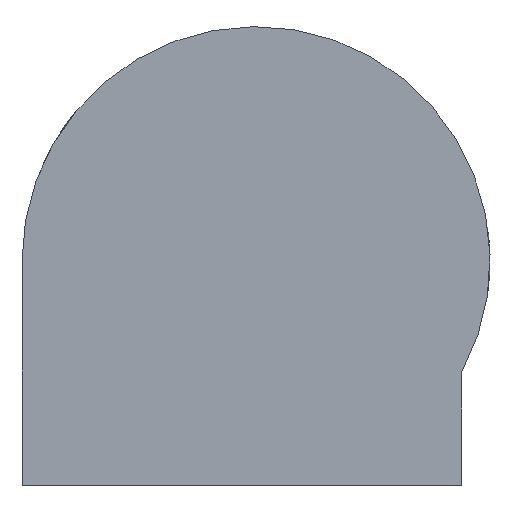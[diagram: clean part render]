
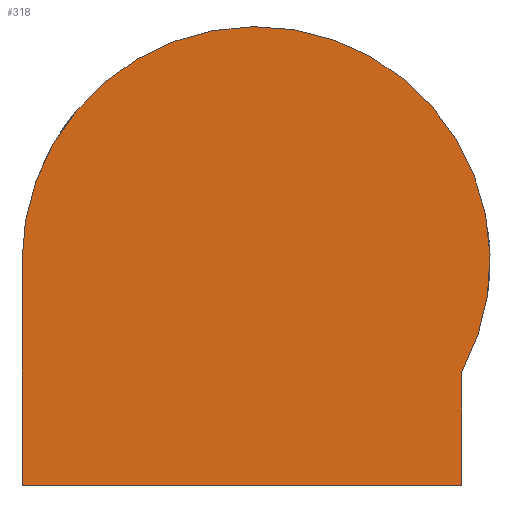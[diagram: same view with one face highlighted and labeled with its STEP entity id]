
A CAD part, front view. The second image highlights one B-rep face of the part: STEP entity #318.
In plain terms, the highlighted planar face has unit normal (0, -1, 0).
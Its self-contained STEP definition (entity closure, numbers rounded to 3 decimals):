
#44 = LINE ( 'NONE', #1276, #1226 ) ;
#107 = EDGE_CURVE ( 'NONE', #558, #1049, #277, .T. ) ;
#133 = ORIENTED_EDGE ( 'NONE', *, *, #107, .F. ) ;
#134 = DIRECTION ( 'NONE',  ( 0., 0., -1. ) ) ;
#173 = AXIS2_PLACEMENT_3D ( 'NONE', #677, #375, #1092 ) ;
#191 = LINE ( 'NONE', #1012, #400 ) ;
#221 = CARTESIAN_POINT ( 'NONE',  ( 0., 0., 0. ) ) ;
#273 = CARTESIAN_POINT ( 'NONE',  ( -125., 0., -120. ) ) ;
#277 = LINE ( 'NONE', #1133, #1275 ) ;
#289 = ORIENTED_EDGE ( 'NONE', *, *, #980, .F. ) ;
#318 = ADVANCED_FACE ( 'NONE', ( #1148 ), #638, .F. ) ;
#341 = EDGE_LOOP ( 'NONE', ( #702, #133, #289, #715 ) ) ;
#368 = VERTEX_POINT ( 'NONE', #632 ) ;
#375 = DIRECTION ( 'NONE',  ( 0., 1., 0. ) ) ;
#400 = VECTOR ( 'NONE', #478, 1000. ) ;
#478 = DIRECTION ( 'NONE',  ( 0., 0., 1. ) ) ;
#495 = CARTESIAN_POINT ( 'NONE',  ( 110., 0., -120. ) ) ;
#503 = EDGE_CURVE ( 'NONE', #1049, #368, #191, .T. ) ;
#539 = VERTEX_POINT ( 'NONE', #1125 ) ;
#558 = VERTEX_POINT ( 'NONE', #495 ) ;
#604 = DIRECTION ( 'NONE',  ( -1., 0., 0. ) ) ;
#627 = DIRECTION ( 'NONE',  ( 0., 0., 1. ) ) ;
#632 = CARTESIAN_POINT ( 'NONE',  ( -125., 0., 0. ) ) ;
#638 = PLANE ( 'NONE',  #916 ) ;
#677 = CARTESIAN_POINT ( 'NONE',  ( 0., 0., 0. ) ) ;
#702 = ORIENTED_EDGE ( 'NONE', *, *, #503, .F. ) ;
#715 = ORIENTED_EDGE ( 'NONE', *, *, #771, .F. ) ;
#743 = DIRECTION ( 'NONE',  ( 0., 1., 0. ) ) ;
#771 = EDGE_CURVE ( 'NONE', #368, #539, #908, .T. ) ;
#908 = CIRCLE ( 'NONE', #173, 125. ) ;
#916 = AXIS2_PLACEMENT_3D ( 'NONE', #221, #743, #627 ) ;
#980 = EDGE_CURVE ( 'NONE', #539, #558, #44, .T. ) ;
#1012 = CARTESIAN_POINT ( 'NONE',  ( -125., 0., 0. ) ) ;
#1049 = VERTEX_POINT ( 'NONE', #273 ) ;
#1092 = DIRECTION ( 'NONE',  ( 0., 0., 1. ) ) ;
#1125 = CARTESIAN_POINT ( 'NONE',  ( 110., 0., -59.372 ) ) ;
#1133 = CARTESIAN_POINT ( 'NONE',  ( -125., 0., -120. ) ) ;
#1148 = FACE_OUTER_BOUND ( 'NONE', #341, .T. ) ;
#1226 = VECTOR ( 'NONE', #134, 1000. ) ;
#1275 = VECTOR ( 'NONE', #604, 1000. ) ;
#1276 = CARTESIAN_POINT ( 'NONE',  ( 110., 0., -120. ) ) ;
